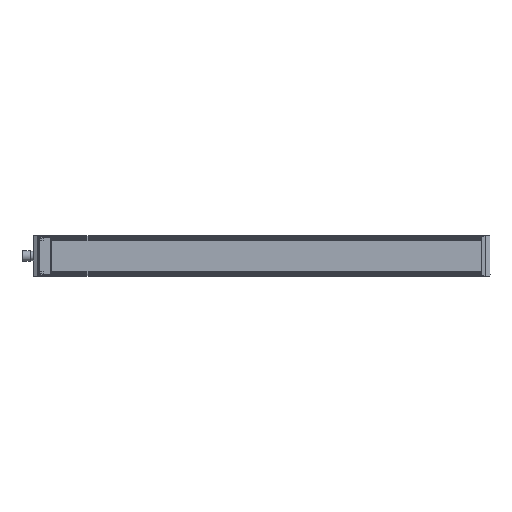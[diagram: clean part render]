
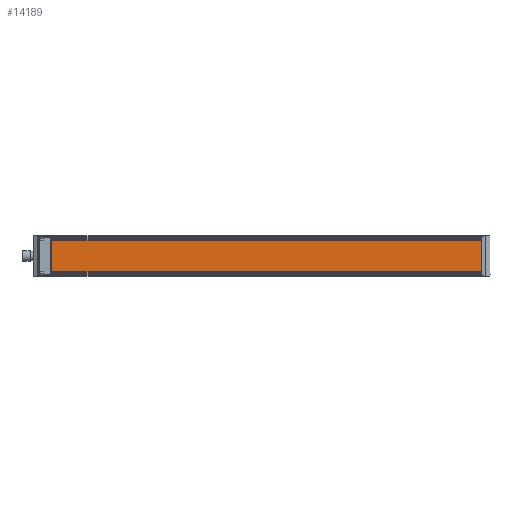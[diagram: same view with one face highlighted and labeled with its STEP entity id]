
A CAD part, top view. The second image highlights one B-rep face of the part: STEP entity #14189.
In plain terms, the highlighted planar face has unit normal (0, 0, 1).
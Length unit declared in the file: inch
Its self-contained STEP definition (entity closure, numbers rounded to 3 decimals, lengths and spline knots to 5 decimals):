
#536 = DIRECTION ( 'NONE',  ( 0., -1., 0. ) ) ;
#649 = EDGE_CURVE ( 'NONE', #4577, #9111, #13939, .T. ) ;
#1053 = PLANE ( 'NONE',  #2041 ) ;
#1697 = LINE ( 'NONE', #9373, #11752 ) ;
#2041 = AXIS2_PLACEMENT_3D ( 'NONE', #16172, #11294, #16344 ) ;
#2846 = EDGE_CURVE ( 'NONE', #9111, #4498, #5864, .T. ) ;
#2905 = ORIENTED_EDGE ( 'NONE', *, *, #6915, .T. ) ;
#4295 = CARTESIAN_POINT ( 'NONE',  ( -0.18332, 0.1796, -0.20472 ) ) ;
#4498 = VERTEX_POINT ( 'NONE', #8295 ) ;
#4577 = VERTEX_POINT ( 'NONE', #4295 ) ;
#5770 = VECTOR ( 'NONE', #14378, 39.37008 ) ;
#5864 = LINE ( 'NONE', #8355, #10334 ) ;
#6076 = FACE_OUTER_BOUND ( 'NONE', #12072, .T. ) ;
#6915 = EDGE_CURVE ( 'NONE', #4498, #8589, #1697, .T. ) ;
#7180 = CARTESIAN_POINT ( 'NONE',  ( -0.18332, 1.64838, -0.20472 ) ) ;
#7284 = ORIENTED_EDGE ( 'NONE', *, *, #2846, .T. ) ;
#7404 = CARTESIAN_POINT ( 'NONE',  ( -0.18332, 0.91399, -0.20472 ) ) ;
#7839 = LINE ( 'NONE', #10262, #5770 ) ;
#8295 = CARTESIAN_POINT ( 'NONE',  ( -19.86836, 1.64838, -0.20472 ) ) ;
#8355 = CARTESIAN_POINT ( 'NONE',  ( -0.18332, 1.64838, -0.20472 ) ) ;
#8589 = VERTEX_POINT ( 'NONE', #11037 ) ;
#8908 = EDGE_CURVE ( 'NONE', #8589, #4577, #7839, .T. ) ;
#9111 = VERTEX_POINT ( 'NONE', #7180 ) ;
#9373 = CARTESIAN_POINT ( 'NONE',  ( -19.86836, 0.91399, -0.20472 ) ) ;
#10262 = CARTESIAN_POINT ( 'NONE',  ( -0.18332, 0.1796, -0.20472 ) ) ;
#10334 = VECTOR ( 'NONE', #12163, 39.37008 ) ;
#10547 = VECTOR ( 'NONE', #12611, 39.37008 ) ;
#11037 = CARTESIAN_POINT ( 'NONE',  ( -19.86836, 0.1796, -0.20472 ) ) ;
#11294 = DIRECTION ( 'NONE',  ( 0., 0., 1. ) ) ;
#11752 = VECTOR ( 'NONE', #536, 39.37008 ) ;
#12072 = EDGE_LOOP ( 'NONE', ( #2905, #13269, #12327, #7284 ) ) ;
#12163 = DIRECTION ( 'NONE',  ( -1., 0., 0. ) ) ;
#12327 = ORIENTED_EDGE ( 'NONE', *, *, #649, .T. ) ;
#12611 = DIRECTION ( 'NONE',  ( 0., 1., 0. ) ) ;
#13269 = ORIENTED_EDGE ( 'NONE', *, *, #8908, .T. ) ;
#13939 = LINE ( 'NONE', #7404, #10547 ) ;
#14189 = ADVANCED_FACE ( 'NONE', ( #6076 ), #1053, .T. ) ;
#14378 = DIRECTION ( 'NONE',  ( 1., 0., 0. ) ) ;
#16172 = CARTESIAN_POINT ( 'NONE',  ( -0.18332, 0.91399, -0.20472 ) ) ;
#16344 = DIRECTION ( 'NONE',  ( 0., -1., 0. ) ) ;
